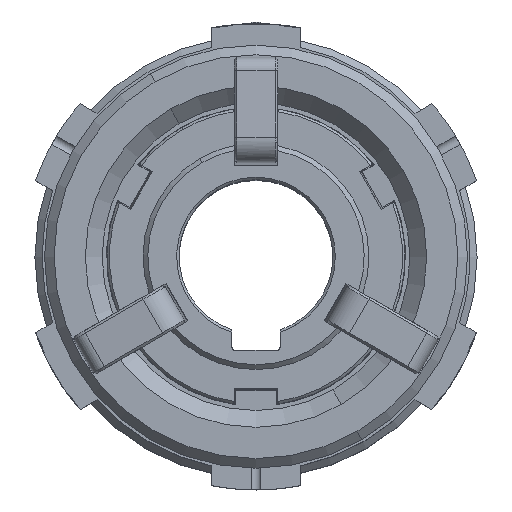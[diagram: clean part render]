
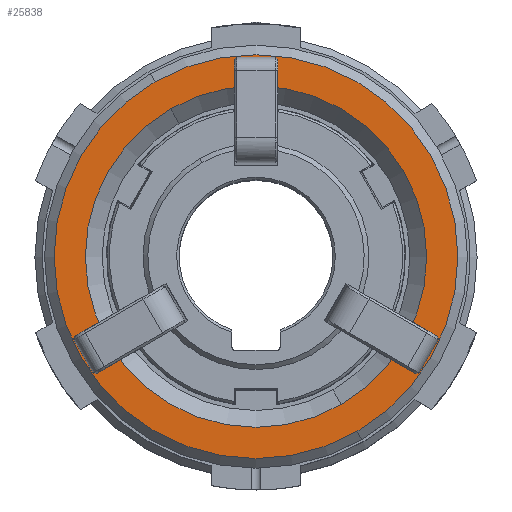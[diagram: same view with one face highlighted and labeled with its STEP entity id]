
A CAD part, top view. The second image highlights one B-rep face of the part: STEP entity #25838.
In plain terms, the highlighted planar face has unit normal (0, 0, 1).
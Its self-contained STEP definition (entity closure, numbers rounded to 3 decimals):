
#5088 = VERTEX_POINT ( 'NONE', #21369 ) ;
#5279 = EDGE_CURVE ( 'NONE', #5280, #5088, #21802, .T. ) ;
#5280 = VERTEX_POINT ( 'NONE', #21857 ) ;
#5288 = VERTEX_POINT ( 'NONE', #21843 ) ;
#5292 = EDGE_CURVE ( 'NONE', #5293, #5288, #21838, .T. ) ;
#5293 = VERTEX_POINT ( 'NONE', #21833 ) ;
#14422 = DIRECTION ( 'NONE',  ( -0.5, 0.866, 0. ) ) ;
#14423 = DIRECTION ( 'NONE',  ( 0., 0., -1. ) ) ;
#14424 = CARTESIAN_POINT ( 'NONE',  ( 1.929, 3.337, 33.543 ) ) ;
#14425 = AXIS2_PLACEMENT_3D ( 'NONE', #14424, #14423, #14422 ) ;
#14426 = CIRCLE ( 'NONE', #14425, 35.5 ) ;
#14539 = DIRECTION ( 'NONE',  ( 0.5, -0.866, 0. ) ) ;
#14540 = DIRECTION ( 'NONE',  ( 0., 0., 1. ) ) ;
#14541 = CARTESIAN_POINT ( 'NONE',  ( 1.929, 3.337, 33.543 ) ) ;
#14542 = AXIS2_PLACEMENT_3D ( 'NONE', #14541, #14540, #14539 ) ;
#14543 = PLANE ( 'NONE',  #14542 ) ;
#14544 = FACE_BOUND ( 'NONE', #25658, .T. ) ;
#14548 = FACE_OUTER_BOUND ( 'NONE', #25841, .T. ) ;
#14585 = DIRECTION ( 'NONE',  ( 0.5, -0.866, 0. ) ) ;
#14586 = DIRECTION ( 'NONE',  ( 0., 0., 1. ) ) ;
#14587 = CARTESIAN_POINT ( 'NONE',  ( 1.929, 3.337, 33.543 ) ) ;
#14588 = AXIS2_PLACEMENT_3D ( 'NONE', #14587, #14586, #14585 ) ;
#14589 = CIRCLE ( 'NONE', #14588, 42. ) ;
#21369 = CARTESIAN_POINT ( 'NONE',  ( -19.071, 39.71, 33.543 ) ) ;
#21794 = DIRECTION ( 'NONE',  ( 0.5, -0.866, 0. ) ) ;
#21795 = DIRECTION ( 'NONE',  ( 0., 0., 1. ) ) ;
#21796 = CARTESIAN_POINT ( 'NONE',  ( 1.929, 3.337, 33.543 ) ) ;
#21797 = AXIS2_PLACEMENT_3D ( 'NONE', #21796, #21795, #21794 ) ;
#21802 = CIRCLE ( 'NONE', #21797, 42. ) ;
#21833 = CARTESIAN_POINT ( 'NONE',  ( -15.821, 34.081, 33.543 ) ) ;
#21834 = DIRECTION ( 'NONE',  ( -0.5, 0.866, 0. ) ) ;
#21835 = DIRECTION ( 'NONE',  ( 0., 0., -1. ) ) ;
#21836 = CARTESIAN_POINT ( 'NONE',  ( 1.929, 3.337, 33.543 ) ) ;
#21837 = AXIS2_PLACEMENT_3D ( 'NONE', #21836, #21835, #21834 ) ;
#21838 = CIRCLE ( 'NONE', #21837, 35.5 ) ;
#21843 = CARTESIAN_POINT ( 'NONE',  ( 19.679, -27.407, 33.543 ) ) ;
#21857 = CARTESIAN_POINT ( 'NONE',  ( 22.929, -33.036, 33.543 ) ) ;
#25658 = EDGE_LOOP ( 'NONE', ( #25720, #25752 ) ) ;
#25720 = ORIENTED_EDGE ( 'NONE', *, *, #5292, .T. ) ;
#25752 = ORIENTED_EDGE ( 'NONE', *, *, #25753, .T. ) ;
#25753 = EDGE_CURVE ( 'NONE', #5288, #5293, #14426, .T. ) ;
#25761 = ORIENTED_EDGE ( 'NONE', *, *, #5279, .T. ) ;
#25838 = ADVANCED_FACE ( 'NONE', ( #14548, #14544 ), #14543, .T. ) ;
#25841 = EDGE_LOOP ( 'NONE', ( #25851, #25761 ) ) ;
#25851 = ORIENTED_EDGE ( 'NONE', *, *, #25853, .T. ) ;
#25853 = EDGE_CURVE ( 'NONE', #5088, #5280, #14589, .T. ) ;
